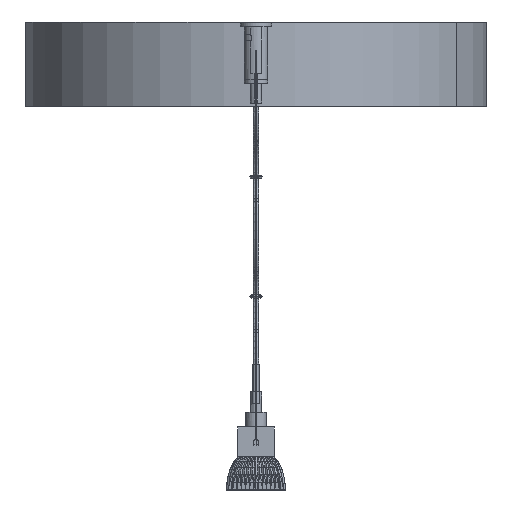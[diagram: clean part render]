
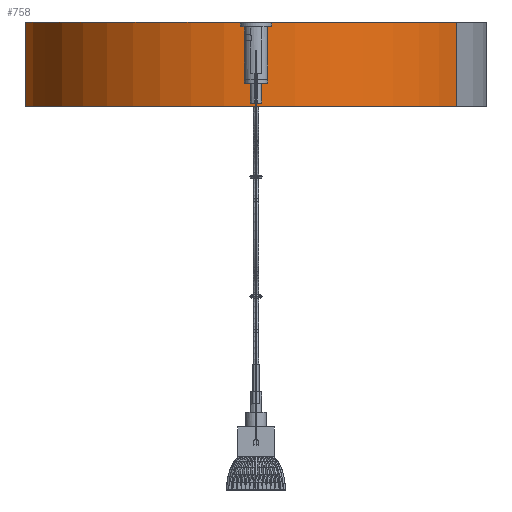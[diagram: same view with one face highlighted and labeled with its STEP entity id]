
A CAD part, front view. The second image highlights one B-rep face of the part: STEP entity #758.
In plain terms, the highlighted cylindrical face has radius 117.925 mm (diameter 235.849 mm), a partial arc.
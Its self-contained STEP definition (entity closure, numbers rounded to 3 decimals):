
#758=ADVANCED_FACE('',(#1638),#14273,.T.);
#1638=FACE_OUTER_BOUND('',#2518,.T.);
#2518=EDGE_LOOP('',(#3427,#3428,#3429,#3430));
#3427=ORIENTED_EDGE('',*,*,#8053,.T.);
#3428=ORIENTED_EDGE('',*,*,#8043,.F.);
#3429=ORIENTED_EDGE('',*,*,#8042,.F.);
#3430=ORIENTED_EDGE('',*,*,#8041,.T.);
#8041=EDGE_CURVE('',#12655,#12663,#12303,.T.);
#8042=EDGE_CURVE('',#12655,#12656,#12304,.T.);
#8043=EDGE_CURVE('',#12656,#12664,#12305,.T.);
#8053=EDGE_CURVE('',#12663,#12664,#12311,.T.);
#12303=(
BOUNDED_CURVE()
B_SPLINE_CURVE(2,(#15445,#15446,#15447,#15448,#15449),.UNSPECIFIED.,.F.,
 .F.)
B_SPLINE_CURVE_WITH_KNOTS((3,2,3),(0.,185.236,370.472),
 .UNSPECIFIED.)
CURVE()
GEOMETRIC_REPRESENTATION_ITEM()
RATIONAL_B_SPLINE_CURVE((1.,0.707,1.,0.707,1.))
REPRESENTATION_ITEM('')
);
#12304=(
BOUNDED_CURVE()
B_SPLINE_CURVE(1,(#15450,#15451),.UNSPECIFIED.,.F.,.F.)
B_SPLINE_CURVE_WITH_KNOTS((2,2),(0.,43.),.UNSPECIFIED.)
CURVE()
GEOMETRIC_REPRESENTATION_ITEM()
RATIONAL_B_SPLINE_CURVE((1.,1.))
REPRESENTATION_ITEM('')
);
#12305=(
BOUNDED_CURVE()
B_SPLINE_CURVE(2,(#15452,#15453,#15454,#15455,#15456),.UNSPECIFIED.,.F.,
 .F.)
B_SPLINE_CURVE_WITH_KNOTS((3,2,3),(0.,185.236,370.472),
 .UNSPECIFIED.)
CURVE()
GEOMETRIC_REPRESENTATION_ITEM()
RATIONAL_B_SPLINE_CURVE((1.,0.707,1.,0.707,1.))
REPRESENTATION_ITEM('')
);
#12311=(
BOUNDED_CURVE()
B_SPLINE_CURVE(1,(#15516,#15517),.UNSPECIFIED.,.F.,.F.)
B_SPLINE_CURVE_WITH_KNOTS((2,2),(0.,43.),.UNSPECIFIED.)
CURVE()
GEOMETRIC_REPRESENTATION_ITEM()
RATIONAL_B_SPLINE_CURVE((1.,1.))
REPRESENTATION_ITEM('')
);
#12655=VERTEX_POINT('',#15431);
#12656=VERTEX_POINT('',#15432);
#12663=VERTEX_POINT('',#15439);
#12664=VERTEX_POINT('',#15440);
#14273=CYLINDRICAL_SURFACE('',#14619,117.925);
#14619=AXIS2_PLACEMENT_3D('',#15322,#14956,$);
#14956=DIRECTION('',(0.,0.,1.));
#15322=CARTESIAN_POINT('',(0.,838.,192.65));
#15431=CARTESIAN_POINT('',(-102.126,896.962,171.15));
#15432=CARTESIAN_POINT('',(-102.126,896.962,214.15));
#15439=CARTESIAN_POINT('',(102.126,779.038,171.15));
#15440=CARTESIAN_POINT('',(102.126,779.038,214.15));
#15445=CARTESIAN_POINT('',(-102.126,896.962,171.15));
#15446=CARTESIAN_POINT('',(-161.088,794.837,171.15));
#15447=CARTESIAN_POINT('',(-58.962,735.874,171.15));
#15448=CARTESIAN_POINT('',(43.163,676.912,171.15));
#15449=CARTESIAN_POINT('',(102.126,779.038,171.15));
#15450=CARTESIAN_POINT('',(-102.126,896.962,171.15));
#15451=CARTESIAN_POINT('',(-102.126,896.962,214.15));
#15452=CARTESIAN_POINT('',(-102.126,896.962,214.15));
#15453=CARTESIAN_POINT('',(-161.088,794.837,214.15));
#15454=CARTESIAN_POINT('',(-58.962,735.874,214.15));
#15455=CARTESIAN_POINT('',(43.163,676.912,214.15));
#15456=CARTESIAN_POINT('',(102.126,779.038,214.15));
#15516=CARTESIAN_POINT('',(102.126,779.038,171.15));
#15517=CARTESIAN_POINT('',(102.126,779.038,214.15));
